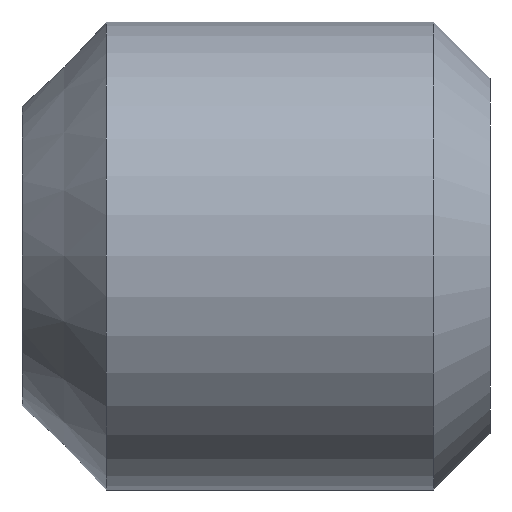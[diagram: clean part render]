
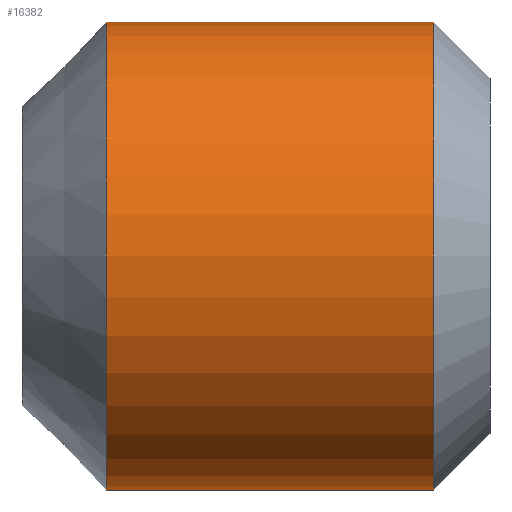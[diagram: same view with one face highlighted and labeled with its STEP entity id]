
A CAD part, front view. The second image highlights one B-rep face of the part: STEP entity #16382.
In plain terms, the highlighted cylindrical face has radius 2.5 mm (diameter 5 mm), a full revolution.
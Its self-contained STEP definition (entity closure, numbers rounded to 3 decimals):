
#879 = CARTESIAN_POINT ( 'NONE',  ( 4.4, 0., -2.5 ) ) ;
#1143 = DIRECTION ( 'NONE',  ( 0., 0., 1. ) ) ;
#2328 = EDGE_CURVE ( 'NONE', #17656, #17656, #7655, .T. ) ;
#2607 = EDGE_LOOP ( 'NONE', ( #12114 ) ) ;
#4546 = AXIS2_PLACEMENT_3D ( 'NONE', #13541, #5160, #1143 ) ;
#5016 = CYLINDRICAL_SURFACE ( 'NONE', #4546, 2.5 ) ;
#5160 = DIRECTION ( 'NONE',  ( -1., 0., 0. ) ) ;
#5465 = FACE_OUTER_BOUND ( 'NONE', #13045, .T. ) ;
#6861 = AXIS2_PLACEMENT_3D ( 'NONE', #18018, #13728, #15215 ) ;
#7655 = CIRCLE ( 'NONE', #6861, 2.5 ) ;
#8594 = CARTESIAN_POINT ( 'NONE',  ( 0.9, 0., 0. ) ) ;
#8674 = VERTEX_POINT ( 'NONE', #17772 ) ;
#12114 = ORIENTED_EDGE ( 'NONE', *, *, #17351, .F. ) ;
#13045 = EDGE_LOOP ( 'NONE', ( #16623 ) ) ;
#13541 = CARTESIAN_POINT ( 'NONE',  ( 5., 0., 0. ) ) ;
#13728 = DIRECTION ( 'NONE',  ( -1., 0., 0. ) ) ;
#14121 = DIRECTION ( 'NONE',  ( -1., 0., 0. ) ) ;
#15215 = DIRECTION ( 'NONE',  ( 0., 0., -1. ) ) ;
#15328 = FACE_OUTER_BOUND ( 'NONE', #2607, .T. ) ;
#15517 = DIRECTION ( 'NONE',  ( 0., -1., 0. ) ) ;
#16168 = AXIS2_PLACEMENT_3D ( 'NONE', #8594, #14121, #15517 ) ;
#16382 = ADVANCED_FACE ( 'NONE', ( #5465, #15328 ), #5016, .T. ) ;
#16623 = ORIENTED_EDGE ( 'NONE', *, *, #2328, .T. ) ;
#17351 = EDGE_CURVE ( 'NONE', #8674, #8674, #17553, .T. ) ;
#17553 = CIRCLE ( 'NONE', #16168, 2.5 ) ;
#17656 = VERTEX_POINT ( 'NONE', #879 ) ;
#17772 = CARTESIAN_POINT ( 'NONE',  ( 0.9, -2.5, 0. ) ) ;
#18018 = CARTESIAN_POINT ( 'NONE',  ( 4.4, 0., 0. ) ) ;
